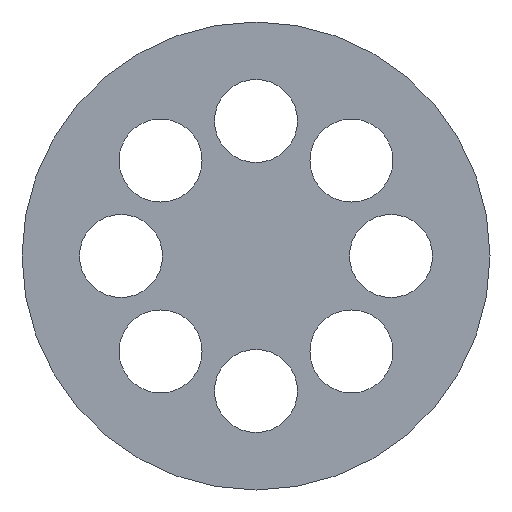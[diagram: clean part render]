
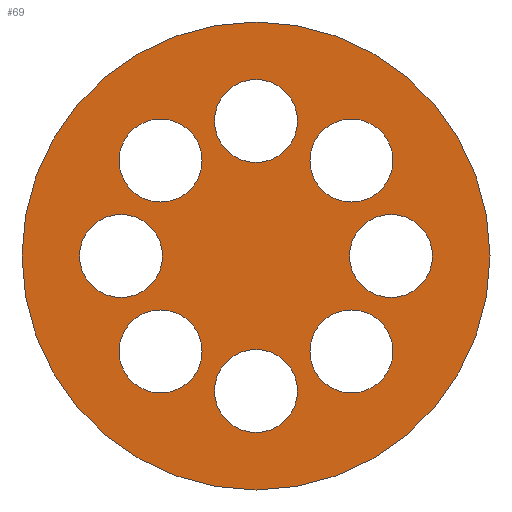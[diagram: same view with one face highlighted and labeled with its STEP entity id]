
A CAD part, left-side view. The second image highlights one B-rep face of the part: STEP entity #69.
In plain terms, the highlighted planar face has unit normal (-1, 0, 0).
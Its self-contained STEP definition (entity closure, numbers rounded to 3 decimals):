
#69 = ADVANCED_FACE( '', ( #166, #167, #168, #169, #170, #171, #172, #173, #174 ), #175, .F. );
#166 = FACE_BOUND( '', #311, .T. );
#167 = FACE_BOUND( '', #312, .T. );
#168 = FACE_BOUND( '', #313, .T. );
#169 = FACE_BOUND( '', #314, .T. );
#170 = FACE_BOUND( '', #315, .T. );
#171 = FACE_BOUND( '', #316, .T. );
#172 = FACE_BOUND( '', #317, .T. );
#173 = FACE_BOUND( '', #318, .T. );
#174 = FACE_OUTER_BOUND( '', #319, .T. );
#175 = PLANE( '', #320 );
#311 = EDGE_LOOP( '', ( #486 ) );
#312 = EDGE_LOOP( '', ( #487 ) );
#313 = EDGE_LOOP( '', ( #488 ) );
#314 = EDGE_LOOP( '', ( #489 ) );
#315 = EDGE_LOOP( '', ( #490 ) );
#316 = EDGE_LOOP( '', ( #491 ) );
#317 = EDGE_LOOP( '', ( #492 ) );
#318 = EDGE_LOOP( '', ( #493 ) );
#319 = EDGE_LOOP( '', ( #494 ) );
#320 = AXIS2_PLACEMENT_3D( '', #495, #496, #497 );
#486 = ORIENTED_EDGE( '', *, *, #800, .T. );
#487 = ORIENTED_EDGE( '', *, *, #801, .T. );
#488 = ORIENTED_EDGE( '', *, *, #765, .T. );
#489 = ORIENTED_EDGE( '', *, *, #802, .T. );
#490 = ORIENTED_EDGE( '', *, *, #803, .T. );
#491 = ORIENTED_EDGE( '', *, *, #804, .T. );
#492 = ORIENTED_EDGE( '', *, *, #805, .T. );
#493 = ORIENTED_EDGE( '', *, *, #806, .T. );
#494 = ORIENTED_EDGE( '', *, *, #807, .F. );
#495 = CARTESIAN_POINT( '', ( 0., 0., 0. ) );
#496 = DIRECTION( '', ( 1., 0., 0. ) );
#497 = DIRECTION( '', ( 0., 0., -1. ) );
#765 = EDGE_CURVE( '', #893, #893, #894, .T. );
#800 = EDGE_CURVE( '', #957, #957, #958, .T. );
#801 = EDGE_CURVE( '', #959, #959, #960, .T. );
#802 = EDGE_CURVE( '', #961, #961, #962, .T. );
#803 = EDGE_CURVE( '', #963, #963, #964, .T. );
#804 = EDGE_CURVE( '', #965, #965, #966, .T. );
#805 = EDGE_CURVE( '', #967, #967, #968, .T. );
#806 = EDGE_CURVE( '', #969, #969, #970, .T. );
#807 = EDGE_CURVE( '', #971, #971, #972, .T. );
#893 = VERTEX_POINT( '', #1086 );
#894 = CIRCLE( '', #1087, 3. );
#957 = VERTEX_POINT( '', #1169 );
#958 = CIRCLE( '', #1170, 3. );
#959 = VERTEX_POINT( '', #1171 );
#960 = CIRCLE( '', #1172, 3. );
#961 = VERTEX_POINT( '', #1173 );
#962 = CIRCLE( '', #1174, 3. );
#963 = VERTEX_POINT( '', #1175 );
#964 = CIRCLE( '', #1176, 3. );
#965 = VERTEX_POINT( '', #1177 );
#966 = CIRCLE( '', #1178, 3. );
#967 = VERTEX_POINT( '', #1179 );
#968 = CIRCLE( '', #1180, 3. );
#969 = VERTEX_POINT( '', #1181 );
#970 = CIRCLE( '', #1182, 3. );
#971 = VERTEX_POINT( '', #1183 );
#972 = CIRCLE( '', #1184, 16.9 );
#1086 = CARTESIAN_POINT( '', ( 0., 6.894, 3.894 ) );
#1087 = AXIS2_PLACEMENT_3D( '', #1331, #1332, #1333 );
#1169 = CARTESIAN_POINT( '', ( 0., 0., 6.75 ) );
#1170 = AXIS2_PLACEMENT_3D( '', #1386, #1387, #1388 );
#1171 = CARTESIAN_POINT( '', ( 0., -6.894, 3.894 ) );
#1172 = AXIS2_PLACEMENT_3D( '', #1389, #1390, #1391 );
#1173 = CARTESIAN_POINT( '', ( 0., -9.75, -3. ) );
#1174 = AXIS2_PLACEMENT_3D( '', #1392, #1393, #1394 );
#1175 = CARTESIAN_POINT( '', ( 0., 9.75, -3. ) );
#1176 = AXIS2_PLACEMENT_3D( '', #1395, #1396, #1397 );
#1177 = CARTESIAN_POINT( '', ( 0., -6.894, -9.894 ) );
#1178 = AXIS2_PLACEMENT_3D( '', #1398, #1399, #1400 );
#1179 = CARTESIAN_POINT( '', ( 0., 6.894, -9.894 ) );
#1180 = AXIS2_PLACEMENT_3D( '', #1401, #1402, #1403 );
#1181 = CARTESIAN_POINT( '', ( 0., 0., -12.75 ) );
#1182 = AXIS2_PLACEMENT_3D( '', #1404, #1405, #1406 );
#1183 = CARTESIAN_POINT( '', ( 0., 0., -16.9 ) );
#1184 = AXIS2_PLACEMENT_3D( '', #1407, #1408, #1409 );
#1331 = CARTESIAN_POINT( '', ( 0., 6.894, 6.894 ) );
#1332 = DIRECTION( '', ( 1., 0., 0. ) );
#1333 = DIRECTION( '', ( 0., 0., -1. ) );
#1386 = CARTESIAN_POINT( '', ( 0., 0., 9.75 ) );
#1387 = DIRECTION( '', ( 1., 0., 0. ) );
#1388 = DIRECTION( '', ( 0., 0., -1. ) );
#1389 = CARTESIAN_POINT( '', ( 0., -6.894, 6.894 ) );
#1390 = DIRECTION( '', ( 1., 0., 0. ) );
#1391 = DIRECTION( '', ( 0., 0., -1. ) );
#1392 = CARTESIAN_POINT( '', ( 0., -9.75, 0. ) );
#1393 = DIRECTION( '', ( 1., 0., 0. ) );
#1394 = DIRECTION( '', ( 0., 0., -1. ) );
#1395 = CARTESIAN_POINT( '', ( 0., 9.75, 0. ) );
#1396 = DIRECTION( '', ( 1., 0., 0. ) );
#1397 = DIRECTION( '', ( 0., 0., -1. ) );
#1398 = CARTESIAN_POINT( '', ( 0., -6.894, -6.894 ) );
#1399 = DIRECTION( '', ( 1., 0., 0. ) );
#1400 = DIRECTION( '', ( 0., 0., -1. ) );
#1401 = CARTESIAN_POINT( '', ( 0., 6.894, -6.894 ) );
#1402 = DIRECTION( '', ( 1., 0., 0. ) );
#1403 = DIRECTION( '', ( 0., 0., -1. ) );
#1404 = CARTESIAN_POINT( '', ( 0., 0., -9.75 ) );
#1405 = DIRECTION( '', ( 1., 0., 0. ) );
#1406 = DIRECTION( '', ( 0., 0., -1. ) );
#1407 = CARTESIAN_POINT( '', ( 0., 0., 0. ) );
#1408 = DIRECTION( '', ( 1., 0., 0. ) );
#1409 = DIRECTION( '', ( 0., 0., -1. ) );
